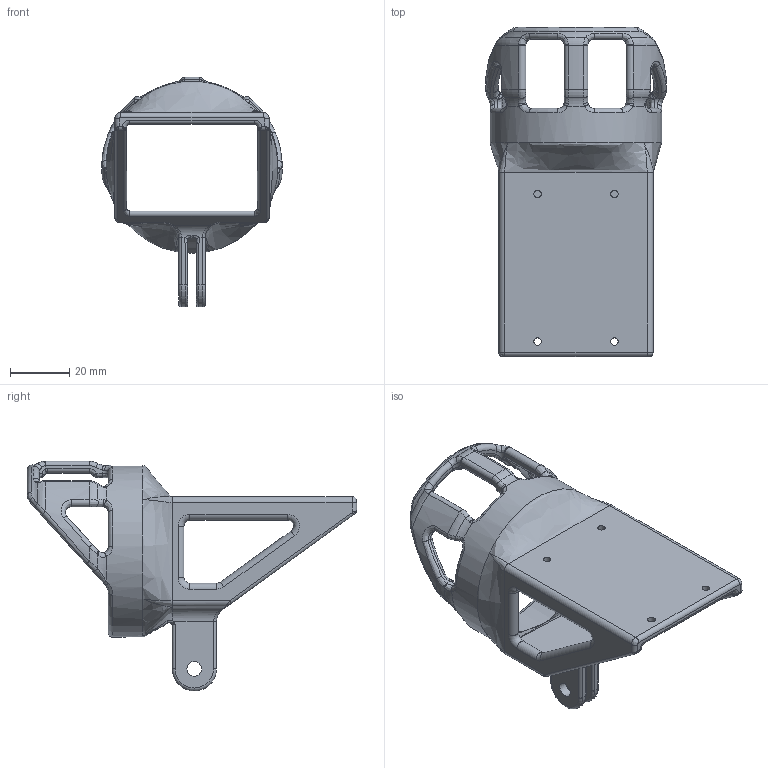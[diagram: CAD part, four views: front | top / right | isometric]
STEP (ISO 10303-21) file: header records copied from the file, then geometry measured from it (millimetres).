
FILE_DESCRIPTION(/* description */ (''),/* implementation_level */ '2;1');
FILE_NAME(/* name */ 'point-grey-grasshopper-mount.stp',/* time_stamp */ '2016-12-05T04:16:02-05:00',/* author */ ('Haden'),/* organization */ (''),/* preprocessor_version */ 'ST-DEVELOPER v16.5',/* originating_system */ 'Autodesk Inventor 2017',/* authorisation */ '');
FILE_SCHEMA (('AUTOMOTIVE_DESIGN { 1 0 10303 214 3 1 1 }'));
Length unit declared in the file: millimetre
Products named in the file (1): camera mount
Bounding box: 61.15 x 111.5 x 77.89 mm (x, y, z)
Volume: 45012.7 mm3; surface area: 25840.9 mm2
Topology: 1 solids, 1 shells, 452 faces, 1111 edges, 626 vertices
Faces by surface type: bspline 210, cylinder 115, torus 71, plane 42, sphere 14
Full cylindrical faces by diameter (mm): 2.5 x4, 5 x2, 58.15 x1
Entity records: 20384 total; most frequent: CARTESIAN_POINT 10685, ORIENTED_EDGE 2144, DIRECTION 1871, EDGE_CURVE 1072, AXIS2_PLACEMENT_3D 833, VERTEX_POINT 620, CIRCLE 487, EDGE_LOOP 474
